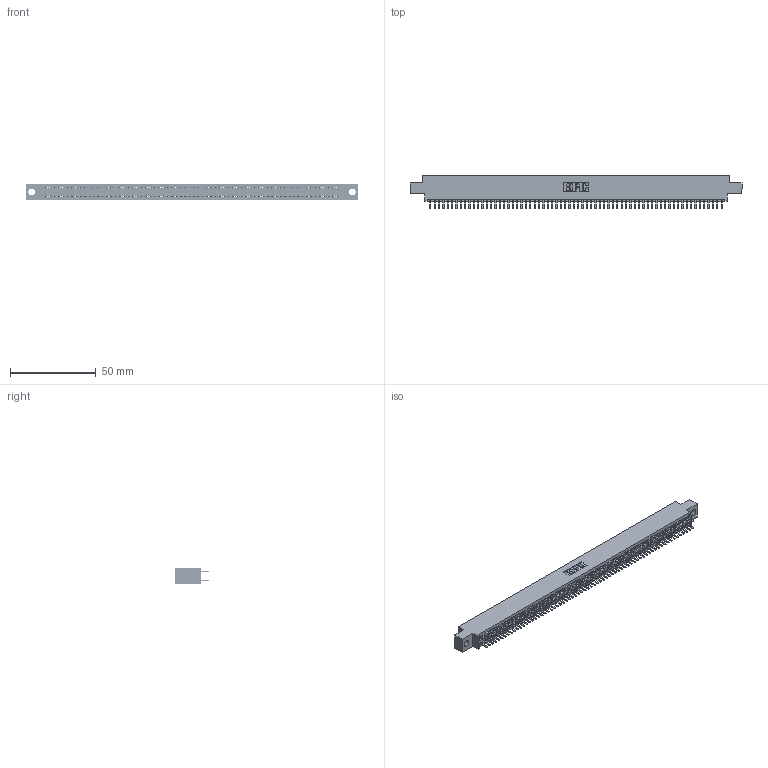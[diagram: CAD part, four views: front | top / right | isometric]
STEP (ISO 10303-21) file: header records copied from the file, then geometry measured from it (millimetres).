
FILE_DESCRIPTION (( 'STEP AP203' ), '1' );
FILE_NAME ('345-136-520-804.STEP', '2018-10-20T12:29:00', ( '' ), ( '' ), 'SwSTEP 2.0', 'SolidWorks 2016', '' );
FILE_SCHEMA (( 'CONFIG_CONTROL_DESIGN' ));
Length unit declared in the file: inch
Products named in the file (3): 345 Part_0.170 Offset - 0.156 Dia-TH; 345-292-001_345-293-120; 345-136-520-804
Assembly tree (137 placements, depth 2):
  345-136-520-804
    345 Part_0.170 Offset - 0.156 Dia-TH
    345-292-001_345-293-120  x136
Bounding box: 193.93 x 19.68 x 9.4 mm (x, y, z)
Volume: 18818.8 mm3; surface area: 28152.4 mm2
Topology: 137 solids, 137 shells, 7474 faces, 21705 edges, 14106 vertices
Faces by surface type: plane 4844, cylinder 2630
Entity records: 50103 total; most frequent: CARTESIAN_POINT 8388, ORIENTED_EDGE 8310, DIRECTION 7351, EDGE_CURVE 4155, LINE 3747, VECTOR 3747, VERTEX_POINT 2766, AXIS2_PLACEMENT_3D 1802
